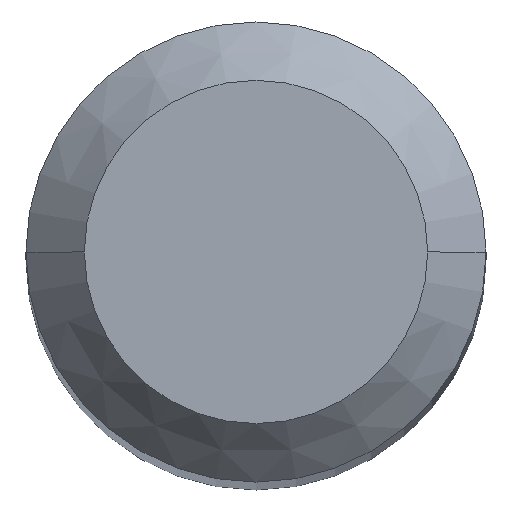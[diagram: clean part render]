
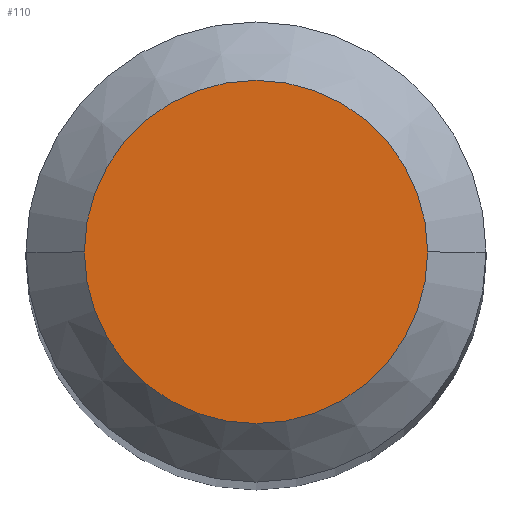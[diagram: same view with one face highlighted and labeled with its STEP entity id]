
A CAD part, top view. The second image highlights one B-rep face of the part: STEP entity #110.
In plain terms, the highlighted planar face has unit normal (0, 0, 1).
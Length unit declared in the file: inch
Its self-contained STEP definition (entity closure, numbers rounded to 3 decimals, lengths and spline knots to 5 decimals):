
#2 = VERTEX_POINT ( 'NONE', #40 ) ;
#17 = EDGE_CURVE ( 'NONE', #233, #2, #114, .T. ) ;
#20 = AXIS2_PLACEMENT_3D ( 'NONE', #158, #226, #291 ) ;
#40 = CARTESIAN_POINT ( 'NONE',  ( -0.04405, 0., 1.49606 ) ) ;
#48 = AXIS2_PLACEMENT_3D ( 'NONE', #265, #202, #125 ) ;
#62 = EDGE_CURVE ( 'NONE', #2, #233, #152, .T. ) ;
#64 = CARTESIAN_POINT ( 'NONE',  ( 0., 0., 1.49606 ) ) ;
#110 = ADVANCED_FACE ( 'NONE', ( #175 ), #249, .T. ) ;
#114 = CIRCLE ( 'NONE', #232, 0.04405 ) ;
#125 = DIRECTION ( 'NONE',  ( 1., 0., 0. ) ) ;
#152 = CIRCLE ( 'NONE', #20, 0.04405 ) ;
#158 = CARTESIAN_POINT ( 'NONE',  ( 0., 0., 1.49606 ) ) ;
#159 = DIRECTION ( 'NONE',  ( 1., 0., 0. ) ) ;
#175 = FACE_OUTER_BOUND ( 'NONE', #192, .T. ) ;
#189 = ORIENTED_EDGE ( 'NONE', *, *, #62, .T. ) ;
#192 = EDGE_LOOP ( 'NONE', ( #189, #280 ) ) ;
#200 = DIRECTION ( 'NONE',  ( 0., 0., 1. ) ) ;
#202 = DIRECTION ( 'NONE',  ( 0., 0., 1. ) ) ;
#226 = DIRECTION ( 'NONE',  ( 0., 0., 1. ) ) ;
#232 = AXIS2_PLACEMENT_3D ( 'NONE', #64, #200, #159 ) ;
#233 = VERTEX_POINT ( 'NONE', #241 ) ;
#241 = CARTESIAN_POINT ( 'NONE',  ( 0.04405, 0., 1.49606 ) ) ;
#249 = PLANE ( 'NONE',  #48 ) ;
#265 = CARTESIAN_POINT ( 'NONE',  ( 0., 0., 1.49606 ) ) ;
#280 = ORIENTED_EDGE ( 'NONE', *, *, #17, .T. ) ;
#291 = DIRECTION ( 'NONE',  ( 1., 0., 0. ) ) ;
